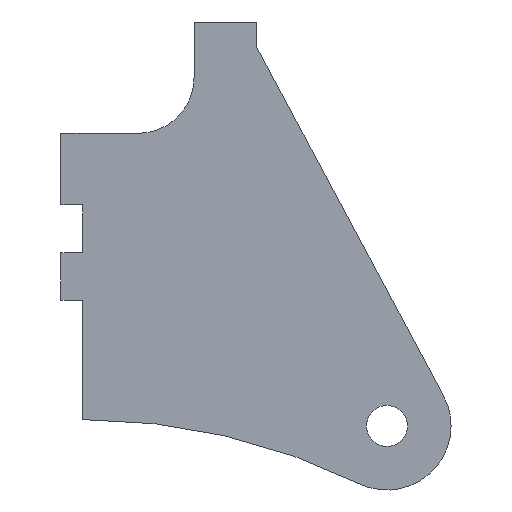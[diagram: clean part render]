
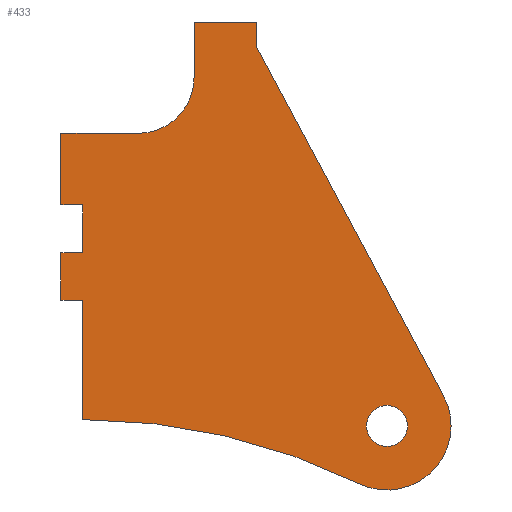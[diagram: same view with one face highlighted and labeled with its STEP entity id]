
A CAD part, left-side view. The second image highlights one B-rep face of the part: STEP entity #433.
In plain terms, the highlighted planar face has unit normal (-1, 0, 0).
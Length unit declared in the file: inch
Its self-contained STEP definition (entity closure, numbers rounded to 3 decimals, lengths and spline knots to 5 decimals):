
#25=FACE_BOUND('',#103,.T.);
#31=CIRCLE('',#471,0.11811);
#32=CIRCLE('',#473,0.36811);
#34=CIRCLE('',#480,0.31965);
#36=CIRCLE('',#484,3.60547);
#77=FACE_OUTER_BOUND('',#102,.T.);
#102=EDGE_LOOP('',(#382,#383,#384,#385,#386,#387,#388,#389,#390,#391,#392,
#393,#394,#395,#396));
#103=EDGE_LOOP('',(#397));
#107=LINE('',#611,#151);
#109=LINE('',#617,#153);
#113=LINE('',#623,#157);
#115=LINE('',#629,#159);
#119=LINE('',#637,#163);
#121=LINE('',#640,#165);
#125=LINE('',#649,#169);
#133=LINE('',#683,#177);
#136=LINE('',#689,#180);
#139=LINE('',#695,#183);
#142=LINE('',#701,#186);
#146=LINE('',#712,#190);
#151=VECTOR('',#495,0.3937);
#153=VECTOR('',#499,0.3937);
#157=VECTOR('',#505,0.3937);
#159=VECTOR('',#509,0.3937);
#163=VECTOR('',#515,0.3937);
#165=VECTOR('',#519,0.3937);
#169=VECTOR('',#527,0.3937);
#177=VECTOR('',#563,0.3937);
#180=VECTOR('',#568,0.3937);
#183=VECTOR('',#573,0.3937);
#186=VECTOR('',#578,0.3937);
#190=VECTOR('',#590,0.3937);
#193=VERTEX_POINT('',#605);
#195=VERTEX_POINT('',#609);
#196=VERTEX_POINT('',#613);
#198=VERTEX_POINT('',#616);
#200=VERTEX_POINT('',#625);
#202=VERTEX_POINT('',#628);
#205=VERTEX_POINT('',#636);
#208=VERTEX_POINT('',#647);
#215=VERTEX_POINT('',#669);
#216=VERTEX_POINT('',#673);
#217=VERTEX_POINT('',#674);
#220=VERTEX_POINT('',#682);
#222=VERTEX_POINT('',#688);
#224=VERTEX_POINT('',#694);
#226=VERTEX_POINT('',#700);
#228=VERTEX_POINT('',#706);
#233=EDGE_CURVE('',#193,#195,#107,.T.);
#235=EDGE_CURVE('',#196,#198,#109,.T.);
#239=EDGE_CURVE('',#198,#195,#113,.T.);
#241=EDGE_CURVE('',#200,#202,#115,.T.);
#245=EDGE_CURVE('',#202,#205,#119,.T.);
#247=EDGE_CURVE('',#193,#200,#121,.T.);
#252=EDGE_CURVE('',#208,#196,#125,.T.);
#262=EDGE_CURVE('',#215,#215,#31,.T.);
#263=EDGE_CURVE('',#216,#217,#32,.T.);
#267=EDGE_CURVE('',#220,#216,#133,.T.);
#270=EDGE_CURVE('',#222,#220,#136,.T.);
#273=EDGE_CURVE('',#224,#222,#139,.T.);
#276=EDGE_CURVE('',#226,#224,#142,.T.);
#279=EDGE_CURVE('',#228,#226,#34,.T.);
#282=EDGE_CURVE('',#228,#205,#146,.T.);
#284=EDGE_CURVE('',#217,#208,#36,.T.);
#382=ORIENTED_EDGE('',*,*,#284,.F.);
#383=ORIENTED_EDGE('',*,*,#263,.F.);
#384=ORIENTED_EDGE('',*,*,#267,.F.);
#385=ORIENTED_EDGE('',*,*,#270,.F.);
#386=ORIENTED_EDGE('',*,*,#273,.F.);
#387=ORIENTED_EDGE('',*,*,#276,.F.);
#388=ORIENTED_EDGE('',*,*,#279,.F.);
#389=ORIENTED_EDGE('',*,*,#282,.T.);
#390=ORIENTED_EDGE('',*,*,#245,.F.);
#391=ORIENTED_EDGE('',*,*,#241,.F.);
#392=ORIENTED_EDGE('',*,*,#247,.F.);
#393=ORIENTED_EDGE('',*,*,#233,.T.);
#394=ORIENTED_EDGE('',*,*,#239,.F.);
#395=ORIENTED_EDGE('',*,*,#235,.F.);
#396=ORIENTED_EDGE('',*,*,#252,.F.);
#397=ORIENTED_EDGE('',*,*,#262,.F.);
#411=PLANE('',#487);
#433=ADVANCED_FACE('',(#77,#25),#411,.F.);
#471=AXIS2_PLACEMENT_3D('',#671,#551,#552);
#473=AXIS2_PLACEMENT_3D('',#675,#555,#556);
#480=AXIS2_PLACEMENT_3D('',#707,#583,#584);
#484=AXIS2_PLACEMENT_3D('',#715,#594,#595);
#487=AXIS2_PLACEMENT_3D('',#718,#600,#601);
#495=DIRECTION('',(0.,1.,0.));
#499=DIRECTION('',(0.,1.,0.));
#505=DIRECTION('',(0.,0.,1.));
#509=DIRECTION('',(0.,1.,0.));
#515=DIRECTION('',(0.,0.,1.));
#519=DIRECTION('',(0.,0.,1.));
#527=DIRECTION('',(0.,0.,1.));
#551=DIRECTION('center_axis',(-1.,0.,0.));
#552=DIRECTION('ref_axis',(0.,-1.,0.));
#555=DIRECTION('center_axis',(1.,0.,0.));
#556=DIRECTION('ref_axis',(0.,1.,0.));
#563=DIRECTION('',(0.,-0.472,-0.882));
#568=DIRECTION('',(0.,0.,-1.));
#573=DIRECTION('',(0.,-1.,0.));
#578=DIRECTION('',(0.,0.,1.));
#583=DIRECTION('center_axis',(-1.,0.,0.));
#584=DIRECTION('ref_axis',(0.,-1.,0.));
#590=DIRECTION('',(0.,1.,0.));
#594=DIRECTION('center_axis',(-1.,0.,0.));
#595=DIRECTION('ref_axis',(0.,0.,-1.));
#600=DIRECTION('center_axis',(1.,0.,0.));
#601=DIRECTION('ref_axis',(0.,0.,-1.));
#605=CARTESIAN_POINT('',(0.,0.,1.08643));
#609=CARTESIAN_POINT('',(0.,0.125,1.08643));
#611=CARTESIAN_POINT('',(0.,0.,1.08643));
#613=CARTESIAN_POINT('',(0.,0.,0.81247));
#616=CARTESIAN_POINT('',(0.,0.125,0.81247));
#617=CARTESIAN_POINT('',(0.,0.,0.81247));
#623=CARTESIAN_POINT('',(0.,0.125,0.12756));
#625=CARTESIAN_POINT('',(0.,0.,1.3604));
#628=CARTESIAN_POINT('',(0.,0.125,1.3604));
#629=CARTESIAN_POINT('',(0.,0.,1.3604));
#636=CARTESIAN_POINT('',(0.,0.125,1.77134));
#637=CARTESIAN_POINT('',(0.,0.125,0.12756));
#640=CARTESIAN_POINT('',(0.,0.,0.12756));
#647=CARTESIAN_POINT('',(0.,0.,0.12756));
#649=CARTESIAN_POINT('',(0.,0.,0.12756));
#669=CARTESIAN_POINT('',(0.,-1.62939,0.09079));
#671=CARTESIAN_POINT('Origin',(0.,-1.7475,0.09079));
#673=CARTESIAN_POINT('',(0.,-2.072,0.26458));
#674=CARTESIAN_POINT('',(0.,-1.58561,-0.23982));
#675=CARTESIAN_POINT('Origin',(0.,-1.7475,0.09079));
#682=CARTESIAN_POINT('',(0.,-1.,2.26616));
#683=CARTESIAN_POINT('',(0.,-1.,2.26616));
#688=CARTESIAN_POINT('',(0.,-1.,2.41063));
#689=CARTESIAN_POINT('',(0.,-1.,2.41063));
#694=CARTESIAN_POINT('',(0.,-0.63929,2.41063));
#695=CARTESIAN_POINT('',(0.,0.,2.41063));
#700=CARTESIAN_POINT('',(0.,-0.63929,2.09099));
#701=CARTESIAN_POINT('',(0.,-0.63929,2.09099));
#706=CARTESIAN_POINT('',(0.,-0.31965,1.77134));
#707=CARTESIAN_POINT('Origin',(0.,-0.31965,2.09099));
#712=CARTESIAN_POINT('',(0.,0.,1.77134));
#715=CARTESIAN_POINT('Origin',(0.,0.,-3.47791));
#718=CARTESIAN_POINT('Origin',(0.,-1.05781,1.06665));
